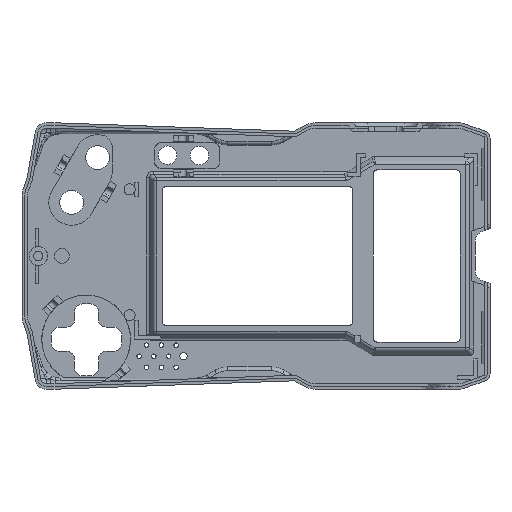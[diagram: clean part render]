
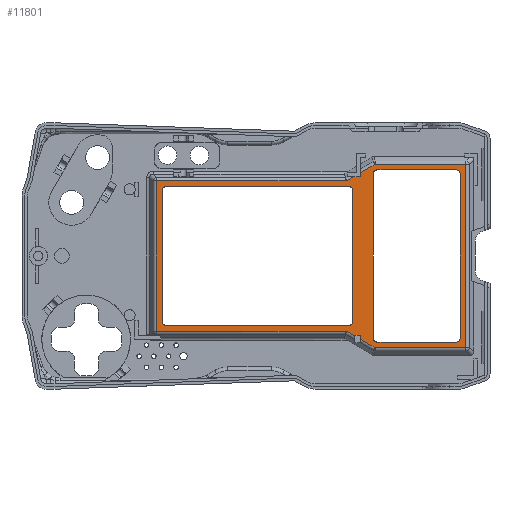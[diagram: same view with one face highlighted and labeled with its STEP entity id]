
A CAD part, front view. The second image highlights one B-rep face of the part: STEP entity #11801.
In plain terms, the highlighted planar face has unit normal (0, -1, 0).
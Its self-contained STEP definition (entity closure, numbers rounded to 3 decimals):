
#296=CIRCLE('',#12537,1.);
#298=CIRCLE('',#12541,1.);
#300=CIRCLE('',#12545,1.);
#308=CIRCLE('',#12563,1.);
#310=CIRCLE('',#12567,1.);
#312=CIRCLE('',#12570,1.);
#313=CIRCLE('',#12582,1.);
#314=CIRCLE('',#12583,1.);
#639=FACE_BOUND('',#1948,.T.);
#640=FACE_BOUND('',#1949,.T.);
#867=PLANE('',#12581);
#1263=FACE_OUTER_BOUND('',#1947,.T.);
#1947=EDGE_LOOP('',(#8610,#8611,#8612,#8613,#8614,#8615,#8616,#8617,#8618,
#8619,#8620,#8621,#8622,#8623,#8624));
#1948=EDGE_LOOP('',(#8625,#8626,#8627,#8628,#8629,#8630,#8631,#8632));
#1949=EDGE_LOOP('',(#8633,#8634,#8635,#8636,#8637,#8638,#8639,#8640));
#2726=LINE('',#17765,#3815);
#2727=LINE('',#17772,#3816);
#2729=LINE('',#17780,#3818);
#2739=LINE('',#17898,#3828);
#2744=LINE('',#17909,#3833);
#2749=LINE('',#17919,#3838);
#2751=LINE('',#17928,#3840);
#2757=LINE('',#17943,#3846);
#2759=LINE('',#17956,#3848);
#2761=LINE('',#17962,#3850);
#2766=LINE('',#18016,#3855);
#2780=LINE('',#18062,#3869);
#2781=LINE('',#18063,#3870);
#2782=LINE('',#18065,#3871);
#2783=LINE('',#18066,#3872);
#2784=LINE('',#18068,#3873);
#2785=LINE('',#18070,#3874);
#2786=LINE('',#18071,#3875);
#2787=LINE('',#18073,#3876);
#2788=LINE('',#18075,#3877);
#2789=LINE('',#18076,#3878);
#2790=LINE('',#18078,#3879);
#2791=LINE('',#18082,#3880);
#3815=VECTOR('',#13895,10.);
#3816=VECTOR('',#13904,10.);
#3818=VECTOR('',#13912,10.);
#3828=VECTOR('',#13970,10.);
#3833=VECTOR('',#13977,10.);
#3838=VECTOR('',#13984,10.);
#3840=VECTOR('',#13994,10.);
#3846=VECTOR('',#14008,10.);
#3848=VECTOR('',#14022,10.);
#3850=VECTOR('',#14030,10.);
#3855=VECTOR('',#14061,10.);
#3869=VECTOR('',#14109,10.);
#3870=VECTOR('',#14110,10.);
#3871=VECTOR('',#14111,10.);
#3872=VECTOR('',#14112,10.);
#3873=VECTOR('',#14113,10.);
#3874=VECTOR('',#14114,10.);
#3875=VECTOR('',#14115,10.);
#3876=VECTOR('',#14116,10.);
#3877=VECTOR('',#14117,10.);
#3878=VECTOR('',#14118,10.);
#3879=VECTOR('',#14119,10.);
#3880=VECTOR('',#14122,10.);
#5182=VERTEX_POINT('',#17763);
#5183=VERTEX_POINT('',#17764);
#5184=VERTEX_POINT('',#17769);
#5185=VERTEX_POINT('',#17771);
#5188=VERTEX_POINT('',#17779);
#5205=VERTEX_POINT('',#17894);
#5207=VERTEX_POINT('',#17897);
#5211=VERTEX_POINT('',#17906);
#5212=VERTEX_POINT('',#17908);
#5214=VERTEX_POINT('',#17913);
#5216=VERTEX_POINT('',#17917);
#5217=VERTEX_POINT('',#17924);
#5219=VERTEX_POINT('',#17927);
#5222=VERTEX_POINT('',#17937);
#5224=VERTEX_POINT('',#17941);
#5228=VERTEX_POINT('',#17953);
#5229=VERTEX_POINT('',#17955);
#5231=VERTEX_POINT('',#17964);
#5237=VERTEX_POINT('',#18005);
#5238=VERTEX_POINT('',#18009);
#5241=VERTEX_POINT('',#18014);
#5255=VERTEX_POINT('',#18060);
#5256=VERTEX_POINT('',#18061);
#5257=VERTEX_POINT('',#18064);
#5258=VERTEX_POINT('',#18067);
#5259=VERTEX_POINT('',#18069);
#5260=VERTEX_POINT('',#18072);
#5261=VERTEX_POINT('',#18074);
#5262=VERTEX_POINT('',#18077);
#5263=VERTEX_POINT('',#18079);
#5264=VERTEX_POINT('',#18081);
#6437=EDGE_CURVE('',#5182,#5183,#2726,.T.);
#6441=EDGE_CURVE('',#5184,#5185,#2727,.T.);
#6445=EDGE_CURVE('',#5188,#5185,#2729,.T.);
#6472=EDGE_CURVE('',#5207,#5205,#2739,.T.);
#6477=EDGE_CURVE('',#5212,#5211,#2744,.T.);
#6482=EDGE_CURVE('',#5214,#5216,#2749,.T.);
#6484=EDGE_CURVE('',#5214,#5211,#296,.T.);
#6486=EDGE_CURVE('',#5219,#5217,#2751,.T.);
#6490=EDGE_CURVE('',#5219,#5205,#298,.T.);
#6494=EDGE_CURVE('',#5222,#5224,#2757,.T.);
#6496=EDGE_CURVE('',#5222,#5217,#300,.T.);
#6500=EDGE_CURVE('',#5229,#5228,#2759,.T.);
#6504=EDGE_CURVE('',#5228,#5188,#2761,.T.);
#6514=EDGE_CURVE('',#5216,#5237,#308,.T.);
#6518=EDGE_CURVE('',#5241,#5238,#2766,.T.);
#6520=EDGE_CURVE('',#5241,#5207,#310,.T.);
#6522=EDGE_CURVE('',#5224,#5238,#312,.T.);
#6541=EDGE_CURVE('',#5255,#5256,#2780,.T.);
#6542=EDGE_CURVE('',#5183,#5256,#2781,.T.);
#6543=EDGE_CURVE('',#5257,#5182,#2782,.T.);
#6544=EDGE_CURVE('',#5257,#5231,#2783,.T.);
#6545=EDGE_CURVE('',#5231,#5258,#2784,.T.);
#6546=EDGE_CURVE('',#5258,#5259,#2785,.T.);
#6547=EDGE_CURVE('',#5259,#5229,#2786,.T.);
#6548=EDGE_CURVE('',#5260,#5184,#2787,.T.);
#6549=EDGE_CURVE('',#5260,#5261,#2788,.T.);
#6550=EDGE_CURVE('',#5261,#5255,#2789,.T.);
#6551=EDGE_CURVE('',#5262,#5237,#2790,.T.);
#6552=EDGE_CURVE('',#5262,#5263,#313,.T.);
#6553=EDGE_CURVE('',#5263,#5264,#2791,.T.);
#6554=EDGE_CURVE('',#5212,#5264,#314,.T.);
#8610=ORIENTED_EDGE('',*,*,#6541,.T.);
#8611=ORIENTED_EDGE('',*,*,#6542,.F.);
#8612=ORIENTED_EDGE('',*,*,#6437,.F.);
#8613=ORIENTED_EDGE('',*,*,#6543,.F.);
#8614=ORIENTED_EDGE('',*,*,#6544,.T.);
#8615=ORIENTED_EDGE('',*,*,#6545,.T.);
#8616=ORIENTED_EDGE('',*,*,#6546,.T.);
#8617=ORIENTED_EDGE('',*,*,#6547,.T.);
#8618=ORIENTED_EDGE('',*,*,#6500,.T.);
#8619=ORIENTED_EDGE('',*,*,#6504,.T.);
#8620=ORIENTED_EDGE('',*,*,#6445,.T.);
#8621=ORIENTED_EDGE('',*,*,#6441,.F.);
#8622=ORIENTED_EDGE('',*,*,#6548,.F.);
#8623=ORIENTED_EDGE('',*,*,#6549,.T.);
#8624=ORIENTED_EDGE('',*,*,#6550,.T.);
#8625=ORIENTED_EDGE('',*,*,#6477,.T.);
#8626=ORIENTED_EDGE('',*,*,#6484,.F.);
#8627=ORIENTED_EDGE('',*,*,#6482,.T.);
#8628=ORIENTED_EDGE('',*,*,#6514,.T.);
#8629=ORIENTED_EDGE('',*,*,#6551,.F.);
#8630=ORIENTED_EDGE('',*,*,#6552,.T.);
#8631=ORIENTED_EDGE('',*,*,#6553,.T.);
#8632=ORIENTED_EDGE('',*,*,#6554,.F.);
#8633=ORIENTED_EDGE('',*,*,#6472,.T.);
#8634=ORIENTED_EDGE('',*,*,#6490,.F.);
#8635=ORIENTED_EDGE('',*,*,#6486,.T.);
#8636=ORIENTED_EDGE('',*,*,#6496,.F.);
#8637=ORIENTED_EDGE('',*,*,#6494,.T.);
#8638=ORIENTED_EDGE('',*,*,#6522,.T.);
#8639=ORIENTED_EDGE('',*,*,#6518,.F.);
#8640=ORIENTED_EDGE('',*,*,#6520,.T.);
#11801=ADVANCED_FACE('',(#1263,#639,#640),#867,.T.);
#12537=AXIS2_PLACEMENT_3D('',#17922,#13989,#13990);
#12541=AXIS2_PLACEMENT_3D('',#17934,#14001,#14002);
#12545=AXIS2_PLACEMENT_3D('',#17946,#14013,#14014);
#12563=AXIS2_PLACEMENT_3D('',#18007,#14054,#14055);
#12567=AXIS2_PLACEMENT_3D('',#18019,#14066,#14067);
#12570=AXIS2_PLACEMENT_3D('',#18022,#14072,#14073);
#12581=AXIS2_PLACEMENT_3D('',#18059,#14107,#14108);
#12582=AXIS2_PLACEMENT_3D('',#18080,#14120,#14121);
#12583=AXIS2_PLACEMENT_3D('',#18083,#14123,#14124);
#13895=DIRECTION('',(-1.,0.,0.));
#13904=DIRECTION('',(-1.,0.,0.));
#13912=DIRECTION('',(0.,0.,-1.));
#13970=DIRECTION('',(0.,0.,-1.));
#13977=DIRECTION('',(-1.,0.,0.));
#13984=DIRECTION('',(0.,0.,1.));
#13989=DIRECTION('center_axis',(0.,-1.,0.));
#13990=DIRECTION('ref_axis',(-0.707,0.,-0.707));
#13994=DIRECTION('',(-1.,0.,0.));
#14001=DIRECTION('center_axis',(0.,-1.,0.));
#14002=DIRECTION('ref_axis',(0.707,0.,-0.707));
#14008=DIRECTION('',(0.,0.,1.));
#14013=DIRECTION('center_axis',(0.,-1.,0.));
#14014=DIRECTION('ref_axis',(-0.707,0.,-0.707));
#14022=DIRECTION('',(-0.866,0.,-0.5));
#14030=DIRECTION('',(-1.,0.,0.));
#14054=DIRECTION('center_axis',(0.,1.,0.));
#14055=DIRECTION('ref_axis',(-0.707,0.,0.707));
#14061=DIRECTION('',(-1.,0.,0.));
#14066=DIRECTION('center_axis',(0.,1.,0.));
#14067=DIRECTION('ref_axis',(0.707,0.,0.707));
#14072=DIRECTION('center_axis',(0.,1.,0.));
#14073=DIRECTION('ref_axis',(-0.707,0.,0.707));
#14107=DIRECTION('center_axis',(0.,-1.,0.));
#14108=DIRECTION('ref_axis',(0.,0.,-1.));
#14109=DIRECTION('',(0.,0.,-1.));
#14110=DIRECTION('',(-0.866,0.,0.5));
#14111=DIRECTION('',(0.,0.,-1.));
#14112=DIRECTION('',(-1.,0.,0.));
#14113=DIRECTION('',(-0.866,0.,-0.5));
#14114=DIRECTION('',(0.,0.,-1.));
#14115=DIRECTION('',(-1.,0.,0.));
#14116=DIRECTION('',(-0.866,0.,0.5));
#14117=DIRECTION('',(0.,0.,1.));
#14118=DIRECTION('',(1.,0.,0.));
#14119=DIRECTION('',(-1.,0.,0.));
#14120=DIRECTION('center_axis',(0.,1.,0.));
#14121=DIRECTION('ref_axis',(0.707,0.,0.707));
#14122=DIRECTION('',(0.,0.,-1.));
#14123=DIRECTION('center_axis',(0.,-1.,0.));
#14124=DIRECTION('ref_axis',(0.707,0.,-0.707));
#17763=CARTESIAN_POINT('',(26.007,-3.,-24.807));
#17764=CARTESIAN_POINT('',(1.461,-3.,-24.807));
#17765=CARTESIAN_POINT('',(-46.463,-3.,-24.807));
#17769=CARTESIAN_POINT('',(-6.334,-3.,-20.307));
#17771=CARTESIAN_POINT('',(-57.672,-3.,-20.307));
#17772=CARTESIAN_POINT('',(-76.558,-3.,-20.307));
#17779=CARTESIAN_POINT('',(-57.672,-3.,20.307));
#17780=CARTESIAN_POINT('',(-57.672,-3.,0.));
#17894=CARTESIAN_POINT('',(-4.615,-3.,-17.75));
#17897=CARTESIAN_POINT('',(-4.615,-3.,17.75));
#17898=CARTESIAN_POINT('',(-4.615,-3.,-9.375));
#17906=CARTESIAN_POINT('',(1.95,-3.,-23.25));
#17908=CARTESIAN_POINT('',(23.45,-3.,-23.25));
#17909=CARTESIAN_POINT('',(-46.525,-3.,-23.25));
#17913=CARTESIAN_POINT('',(0.95,-3.,-22.25));
#17917=CARTESIAN_POINT('',(0.95,-3.,22.25));
#17919=CARTESIAN_POINT('',(0.95,-3.,0.));
#17922=CARTESIAN_POINT('Origin',(1.95,-3.,-22.25));
#17924=CARTESIAN_POINT('',(-55.115,-3.,-18.75));
#17927=CARTESIAN_POINT('',(-5.615,-3.,-18.75));
#17928=CARTESIAN_POINT('',(-75.058,-3.,-18.75));
#17934=CARTESIAN_POINT('Origin',(-5.615,-3.,-17.75));
#17937=CARTESIAN_POINT('',(-56.115,-3.,-17.75));
#17941=CARTESIAN_POINT('',(-56.115,-3.,17.75));
#17943=CARTESIAN_POINT('',(-56.115,-3.,0.));
#17946=CARTESIAN_POINT('Origin',(-55.115,-3.,-17.75));
#17953=CARTESIAN_POINT('',(-6.334,-3.,20.307));
#17955=CARTESIAN_POINT('',(-4.312,-3.,21.474));
#17956=CARTESIAN_POINT('',(-43.438,-3.,-1.115));
#17962=CARTESIAN_POINT('',(-76.558,-3.,20.307));
#17964=CARTESIAN_POINT('',(1.461,-3.,24.807));
#18005=CARTESIAN_POINT('',(1.95,-3.,23.25));
#18007=CARTESIAN_POINT('Origin',(1.95,-3.,22.25));
#18009=CARTESIAN_POINT('',(-55.115,-3.,18.75));
#18014=CARTESIAN_POINT('',(-5.615,-3.,18.75));
#18016=CARTESIAN_POINT('',(-75.058,-3.,18.75));
#18019=CARTESIAN_POINT('Origin',(-5.615,-3.,17.75));
#18022=CARTESIAN_POINT('Origin',(-55.115,-3.,17.75));
#18059=CARTESIAN_POINT('Origin',(-94.,-3.,0.));
#18060=CARTESIAN_POINT('',(-2.544,-3.,-21.446));
#18061=CARTESIAN_POINT('',(-2.544,-3.,-22.495));
#18062=CARTESIAN_POINT('',(-2.544,-3.,-10.723));
#18063=CARTESIAN_POINT('',(-43.438,-3.,1.115));
#18064=CARTESIAN_POINT('',(26.007,-3.,24.807));
#18065=CARTESIAN_POINT('',(26.007,-3.,-13.125));
#18066=CARTESIAN_POINT('',(-46.463,-3.,24.807));
#18067=CARTESIAN_POINT('',(-2.544,-3.,22.495));
#18068=CARTESIAN_POINT('',(-43.438,-3.,-1.115));
#18069=CARTESIAN_POINT('',(-2.544,-3.,21.474));
#18070=CARTESIAN_POINT('',(-2.544,-3.,13.307));
#18071=CARTESIAN_POINT('',(-48.272,-3.,21.474));
#18072=CARTESIAN_POINT('',(-4.044,-3.,-21.629));
#18073=CARTESIAN_POINT('',(-43.438,-3.,1.115));
#18074=CARTESIAN_POINT('',(-4.044,-3.,-21.446));
#18075=CARTESIAN_POINT('',(-4.044,-3.,-11.723));
#18076=CARTESIAN_POINT('',(-49.022,-3.,-21.446));
#18077=CARTESIAN_POINT('',(23.45,-3.,23.25));
#18078=CARTESIAN_POINT('',(-46.525,-3.,23.25));
#18079=CARTESIAN_POINT('',(24.45,-3.,22.25));
#18080=CARTESIAN_POINT('Origin',(23.45,-3.,22.25));
#18081=CARTESIAN_POINT('',(24.45,-3.,-22.25));
#18082=CARTESIAN_POINT('',(24.45,-3.,-11.625));
#18083=CARTESIAN_POINT('Origin',(23.45,-3.,-22.25));
